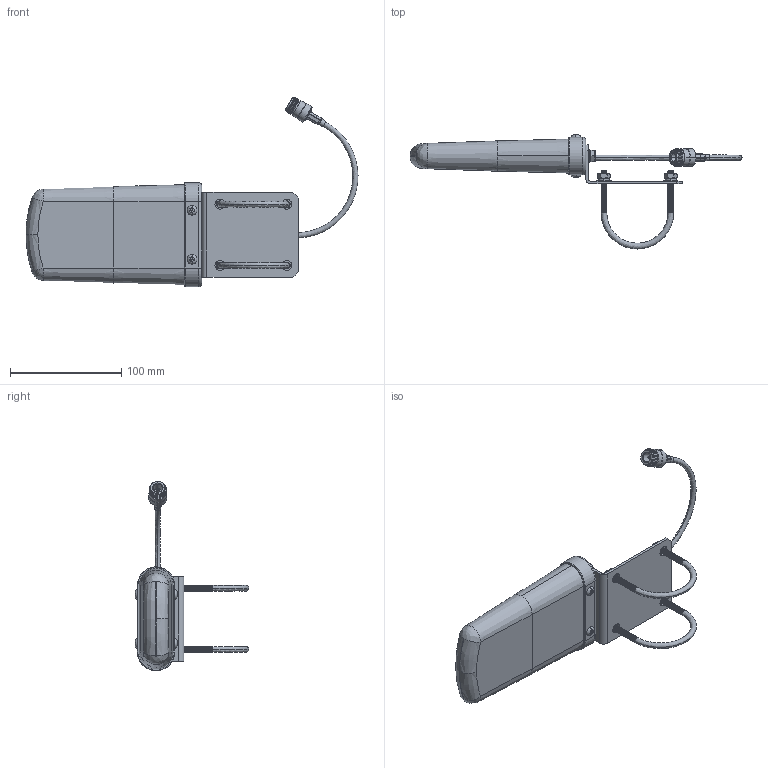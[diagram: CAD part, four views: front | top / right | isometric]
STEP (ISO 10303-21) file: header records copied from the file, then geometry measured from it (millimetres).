
FILE_DESCRIPTION (( 'STEP AP203' ), '1' );
FILE_NAME ('HG2458-08LP-NF.STEP', '2011-06-09T20:00:26', ( 'x' ), ( 'Microsoft' ), 'SwSTEP 2.0', 'SolidWorks 2010', '' );
FILE_SCHEMA (( 'CONFIG_CONTROL_DESIGN' ));
Length unit declared in the file: inch
Products named in the file (6): HG2458-08LP_Cable 9inch; ANF-1508; HEATSH-HEX_stepd_195White; HG2458-08LP-NF_Ubolt; HG2458-08LP_ANTENNA; HG2458-08LP-NF
Assembly tree (6 placements, depth 2):
  HG2458-08LP-NF
    ANF-1508
    HG2458-08LP_ANTENNA
    HG2458-08LP-NF_Ubolt  x2
    HEATSH-HEX_stepd_195White
    HG2458-08LP_Cable 9inch
Bounding box: 297.97 x 102.24 x 170.1 mm (x, y, z)
Volume: 374790.5 mm3; surface area: 71536.4 mm2
Topology: 7 solids, 9 shells, 1169 faces, 2486 edges, 1378 vertices
Faces by surface type: cone 791, plane 206, cylinder 117, torus 38, bspline 11, sphere 6
Entity records: 24370 total; most frequent: CARTESIAN_POINT 7254, DIRECTION 3719, ORIENTED_EDGE 3240, EDGE_CURVE 1620, AXIS2_PLACEMENT_3D 1466, VERTEX_POINT 924, EDGE_LOOP 794, LINE 787
